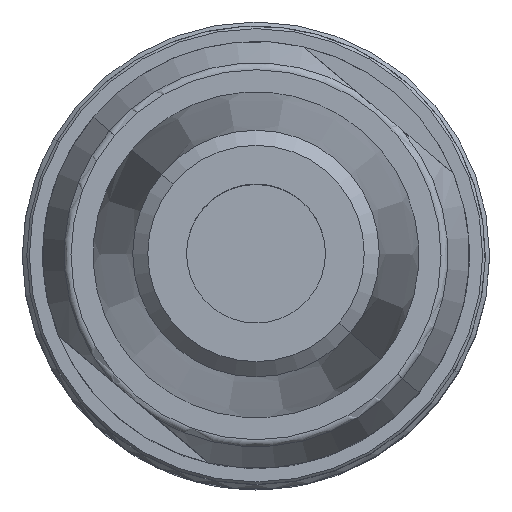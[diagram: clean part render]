
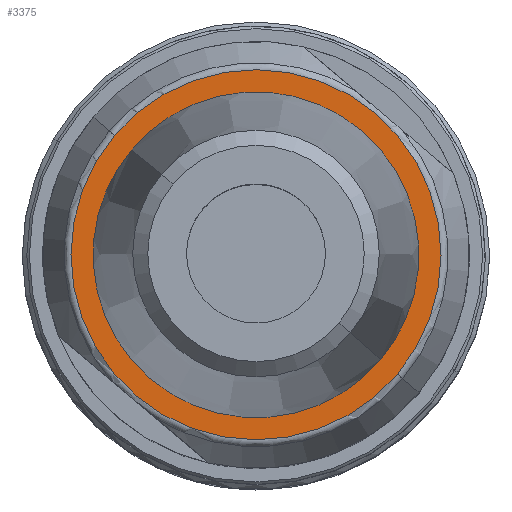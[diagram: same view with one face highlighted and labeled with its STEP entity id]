
A CAD part, top view. The second image highlights one B-rep face of the part: STEP entity #3375.
In plain terms, the highlighted planar face has unit normal (0, 0, 1).
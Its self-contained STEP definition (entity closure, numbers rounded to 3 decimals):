
#3273=AXIS2_PLACEMENT_3D('Circle Axis2P3D',#3271,#3272,$) ;
#3293=AXIS2_PLACEMENT_3D('Circle Axis2P3D',#3291,#3292,$) ;
#3309=AXIS2_PLACEMENT_3D('Plane Axis2P3D',#3306,#3307,#3308) ;
#3261=CARTESIAN_POINT('Vertex',(3.653,13.978,43.5)) ;
#3268=CARTESIAN_POINT('Vertex',(14.847,4.522,43.5)) ;
#3271=CARTESIAN_POINT('Axis2P3D Location',(9.25,9.25,43.5)) ;
#3291=CARTESIAN_POINT('Axis2P3D Location',(9.25,9.25,43.5)) ;
#3306=CARTESIAN_POINT('Axis2P3D Location',(9.25,9.25,43.5)) ;
#3316=CARTESIAN_POINT('Control Point',(4.31,13.397,43.5)) ;
#3317=CARTESIAN_POINT('Control Point',(4.71,13.873,43.5)) ;
#3318=CARTESIAN_POINT('Control Point',(5.167,14.301,43.5)) ;
#3319=CARTESIAN_POINT('Control Point',(5.674,14.672,43.5)) ;
#3320=CARTESIAN_POINT('Control Point',(6.768,15.284,43.5)) ;
#3321=CARTESIAN_POINT('Control Point',(7.975,15.619,43.5)) ;
#3322=CARTESIAN_POINT('Control Point',(8.597,15.712,43.5)) ;
#3323=CARTESIAN_POINT('Control Point',(9.849,15.747,43.5)) ;
#3324=CARTESIAN_POINT('Control Point',(11.074,15.484,43.5)) ;
#3325=CARTESIAN_POINT('Control Point',(11.668,15.278,43.5)) ;
#3326=CARTESIAN_POINT('Control Point',(12.794,14.728,43.5)) ;
#3327=CARTESIAN_POINT('Control Point',(13.757,13.927,43.5)) ;
#3328=CARTESIAN_POINT('Control Point',(14.188,13.469,43.5)) ;
#3329=CARTESIAN_POINT('Control Point',(14.931,12.46,43.5)) ;
#3330=CARTESIAN_POINT('Control Point',(15.412,11.303,43.5)) ;
#3331=CARTESIAN_POINT('Control Point',(15.582,10.698,43.5)) ;
#3332=CARTESIAN_POINT('Control Point',(15.772,9.459,43.5)) ;
#3333=CARTESIAN_POINT('Control Point',(15.662,8.211,43.5)) ;
#3334=CARTESIAN_POINT('Control Point',(15.531,7.596,43.5)) ;
#3335=CARTESIAN_POINT('Control Point',(15.224,6.699,43.5)) ;
#3336=CARTESIAN_POINT('Control Point',(14.761,5.876,43.5)) ;
#3337=CARTESIAN_POINT('Control Point',(14.587,5.606,43.5)) ;
#3338=CARTESIAN_POINT('Control Point',(14.396,5.348,43.5)) ;
#3339=CARTESIAN_POINT('Control Point',(14.19,5.103,43.5)) ;
#3340=CARTESIAN_POINT('Vertex',(4.31,13.397,43.5)) ;
#3342=CARTESIAN_POINT('Vertex',(14.19,5.103,43.5)) ;
#3346=CARTESIAN_POINT('Control Point',(14.19,5.103,43.5)) ;
#3347=CARTESIAN_POINT('Control Point',(13.79,4.627,43.5)) ;
#3348=CARTESIAN_POINT('Control Point',(13.333,4.199,43.5)) ;
#3349=CARTESIAN_POINT('Control Point',(12.826,3.828,43.5)) ;
#3350=CARTESIAN_POINT('Control Point',(11.732,3.216,43.5)) ;
#3351=CARTESIAN_POINT('Control Point',(10.525,2.881,43.5)) ;
#3352=CARTESIAN_POINT('Control Point',(9.903,2.788,43.5)) ;
#3353=CARTESIAN_POINT('Control Point',(8.651,2.753,43.5)) ;
#3354=CARTESIAN_POINT('Control Point',(7.426,3.016,43.5)) ;
#3355=CARTESIAN_POINT('Control Point',(6.832,3.222,43.5)) ;
#3356=CARTESIAN_POINT('Control Point',(5.706,3.772,43.5)) ;
#3357=CARTESIAN_POINT('Control Point',(4.743,4.573,43.5)) ;
#3358=CARTESIAN_POINT('Control Point',(4.312,5.031,43.5)) ;
#3359=CARTESIAN_POINT('Control Point',(3.569,6.04,43.5)) ;
#3360=CARTESIAN_POINT('Control Point',(3.088,7.197,43.5)) ;
#3361=CARTESIAN_POINT('Control Point',(2.918,7.802,43.5)) ;
#3362=CARTESIAN_POINT('Control Point',(2.728,9.041,43.5)) ;
#3363=CARTESIAN_POINT('Control Point',(2.838,10.289,43.5)) ;
#3364=CARTESIAN_POINT('Control Point',(2.969,10.904,43.5)) ;
#3365=CARTESIAN_POINT('Control Point',(3.276,11.801,43.5)) ;
#3366=CARTESIAN_POINT('Control Point',(3.739,12.624,43.5)) ;
#3367=CARTESIAN_POINT('Control Point',(3.913,12.894,43.5)) ;
#3368=CARTESIAN_POINT('Control Point',(4.104,13.152,43.5)) ;
#3369=CARTESIAN_POINT('Control Point',(4.31,13.397,43.5)) ;
#3272=DIRECTION('Axis2P3D Direction',(0.,0.,1.)) ;
#3292=DIRECTION('Axis2P3D Direction',(0.,0.,1.)) ;
#3307=DIRECTION('Axis2P3D Direction',(0.,0.,1.)) ;
#3308=DIRECTION('Axis2P3D XDirection',(-0.764,0.645,0.)) ;
#3312=ORIENTED_EDGE('',*,*,#3275,.T.) ;
#3313=ORIENTED_EDGE('',*,*,#3295,.T.) ;
#3372=ORIENTED_EDGE('',*,*,#3344,.T.) ;
#3373=ORIENTED_EDGE('',*,*,#3370,.T.) ;
#3374=FACE_BOUND('',#3371,.T.) ;
#3375=ADVANCED_FACE('Hauptk\X2\00F6\X0\rper',(#3314,#3374),#3310,.T.) ;
#3315=B_SPLINE_CURVE_WITH_KNOTS('',5,(#3316,#3317,#3318,#3319,#3320,#3321,#3322,#3323,#3324,#3325,#3326,#3327,#3328,#3329,#3330,#3331,#3332,#3333,#3334,#3335,#3336,#3337,#3338,#3339),.UNSPECIFIED.,.F.,.U.,(6,3,3,3,3,3,3,6),(0.,4.399,8.798,13.196,17.595,21.994,26.393,28.656),.UNSPECIFIED.) ;
#3345=B_SPLINE_CURVE_WITH_KNOTS('',5,(#3346,#3347,#3348,#3349,#3350,#3351,#3352,#3353,#3354,#3355,#3356,#3357,#3358,#3359,#3360,#3361,#3362,#3363,#3364,#3365,#3366,#3367,#3368,#3369),.UNSPECIFIED.,.F.,.U.,(6,3,3,3,3,3,3,6),(0.,4.399,8.798,13.196,17.595,21.994,26.393,28.656),.UNSPECIFIED.) ;
#3274=CIRCLE('generated circle',#3273,7.326) ;
#3294=CIRCLE('generated circle',#3293,7.326) ;
#3275=EDGE_CURVE('',#3262,#3269,#3274,.T.) ;
#3295=EDGE_CURVE('',#3269,#3262,#3294,.T.) ;
#3344=EDGE_CURVE('',#3341,#3343,#3315,.T.) ;
#3370=EDGE_CURVE('',#3343,#3341,#3345,.T.) ;
#3311=EDGE_LOOP('',(#3312,#3313)) ;
#3371=EDGE_LOOP('',(#3372,#3373)) ;
#3314=FACE_OUTER_BOUND('',#3311,.T.) ;
#3310=PLANE('',#3309) ;
#3262=VERTEX_POINT('',#3261) ;
#3269=VERTEX_POINT('',#3268) ;
#3341=VERTEX_POINT('',#3340) ;
#3343=VERTEX_POINT('',#3342) ;
